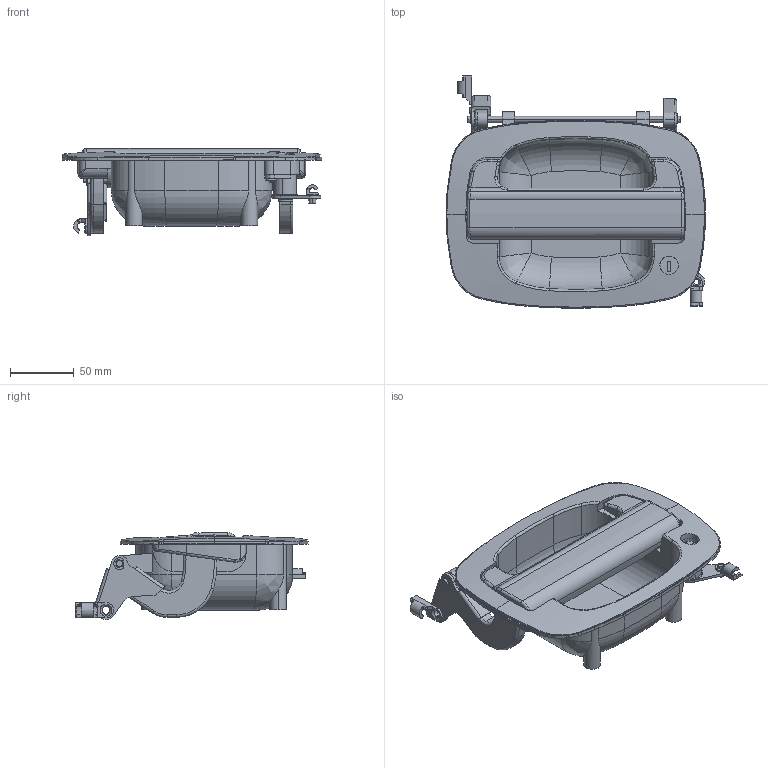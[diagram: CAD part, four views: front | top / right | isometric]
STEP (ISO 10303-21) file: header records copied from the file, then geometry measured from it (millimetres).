
FILE_DESCRIPTION (( 'STEP AP203' ), '1' );
FILE_NAME ('sone3D.STEP', '2014-10-14T09:54:54', ( '' ), ( '' ), 'SwSTEP 2.0', 'SolidWorks 2012', '' );
FILE_SCHEMA (( 'CONFIG_CONTROL_DESIGN' ));
Length unit declared in the file: millimetre
Products named in the file (19): sone3D; 廫帤寠晅側傋偹偠M3_M3亊6; AP-886止金_; 廫帤寠晅側傋偹偠M4乮暯W丒SW晅乯_M4亊10乮SW丒暯W晅乯; 廫帤寠晅側傋偹偠M4_M4亊10; Φ4用E形止め輪; AP-886パッキン_; T0230ローター_公; T0230キャップ_公; T0230儘乕僞乕僾儔僌_岞; AC-25-Q-3_; AC-25-Q-14__公開用; AP-886ユニット_; AP-886補助金具_; AP-886ƒnƒ“ƒhƒ‹ƒVƒƒƒtƒg_; AP-886パッキンR_; AP-886パッキンL_; A-886僒僀僪儕僢僪僴儞僪儖_; A-886本体
Assembly tree (19 placements, depth 3):
  sone3D
    A-886本体
    A-886僒僀僪儕僢僪僴儞僪儖_
    AP-886パッキンL_
    AP-886パッキンR_
    AP-886ƒnƒ“ƒhƒ‹ƒVƒƒƒtƒg_
    AP-886補助金具_
    AP-886ユニット_
    AC-25-Q-14__公開用
    AC-25-Q-3_
    T0230ローター_公
      T0230儘乕僞乕僾儔僌_岞
      T0230キャップ_公
    AP-886パッキン_
    Φ4用E形止め輪  x2
    廫帤寠晅側傋偹偠M4乮暯W丒SW晅乯_M4亊10乮SW丒暯W晅乯
      廫帤寠晅側傋偹偠M4_M4亊10
    AP-886止金_
    廫帤寠晅側傋偹偠M3_M3亊6
Bounding box: 202.52 x 181.43 x 68.16 mm (x, y, z)
Volume: 339516.6 mm3; surface area: 168652.9 mm2
Topology: 17 solids, 17 shells, 889 faces, 2363 edges, 1507 vertices
Faces by surface type: cylinder 436, plane 294, bspline 64, torus 54, cone 33, sphere 8
Entity records: 33370 total; most frequent: CARTESIAN_POINT 9818, DIRECTION 4594, ORIENTED_EDGE 4560, EDGE_CURVE 2280, AXIS2_PLACEMENT_3D 1797, VERTEX_POINT 1465, VECTOR 1000, LINE 1000
